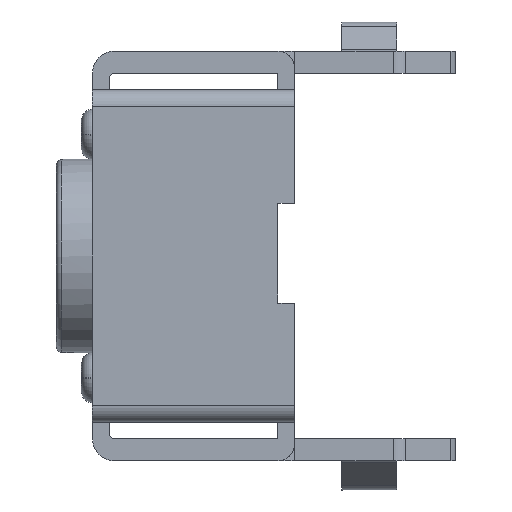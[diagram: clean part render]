
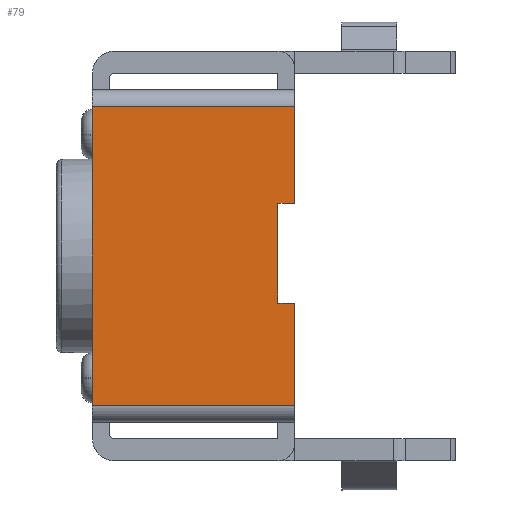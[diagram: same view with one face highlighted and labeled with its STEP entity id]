
A CAD part, left-side view. The second image highlights one B-rep face of the part: STEP entity #79.
In plain terms, the highlighted planar face has unit normal (-1, 0, 0).
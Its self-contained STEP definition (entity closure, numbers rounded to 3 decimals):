
#79=ADVANCED_FACE('',(#722),#723,.T.);
#722=FACE_OUTER_BOUND('',#1963,.T.);
#723=PLANE('',#1964);
#1963=EDGE_LOOP('',(#3405,#3406,#3407,#3408,#3409,#3410,#3411,#3412));
#1964=AXIS2_PLACEMENT_3D('',#3413,#3414,#3415);
#3405=ORIENTED_EDGE('',*,*,#8561,.F.);
#3406=ORIENTED_EDGE('',*,*,#8511,.T.);
#3407=ORIENTED_EDGE('',*,*,#8562,.F.);
#3408=ORIENTED_EDGE('',*,*,#8563,.F.);
#3409=ORIENTED_EDGE('',*,*,#8564,.T.);
#3410=ORIENTED_EDGE('',*,*,#8493,.T.);
#3411=ORIENTED_EDGE('',*,*,#8560,.T.);
#3412=ORIENTED_EDGE('',*,*,#8565,.T.);
#3413=CARTESIAN_POINT('',(-3.0,0.0,-3.0));
#3414=DIRECTION('',(-1.0,0.0,0.0));
#3415=DIRECTION('',(0.0,0.0,1.0));
#8493=EDGE_CURVE('',#10292,#10290,#10293,.T.);
#8511=EDGE_CURVE('',#10328,#10326,#10329,.T.);
#8560=EDGE_CURVE('',#10290,#10408,#10410,.T.);
#8561=EDGE_CURVE('',#10328,#10411,#10412,.T.);
#8562=EDGE_CURVE('',#10413,#10326,#10414,.T.);
#8563=EDGE_CURVE('',#10415,#10413,#10416,.T.);
#8564=EDGE_CURVE('',#10415,#10292,#10417,.T.);
#8565=EDGE_CURVE('',#10408,#10411,#10418,.T.);
#10290=VERTEX_POINT('',#13211);
#10292=VERTEX_POINT('',#13214);
#10293=LINE('',#13215,#13216);
#10326=VERTEX_POINT('',#13259);
#10328=VERTEX_POINT('',#13261);
#10329=LINE('',#13262,#13263);
#10408=VERTEX_POINT('',#13387);
#10410=LINE('',#13390,#13391);
#10411=VERTEX_POINT('',#13392);
#10412=LINE('',#13393,#13394);
#10413=VERTEX_POINT('',#13395);
#10414=LINE('',#13396,#13397);
#10415=VERTEX_POINT('',#13398);
#10416=LINE('',#13399,#13400);
#10417=LINE('',#13401,#13402);
#10418=LINE('',#13403,#13404);
#13211=CARTESIAN_POINT('',(-3.0,0.0,-0.85));
#13214=CARTESIAN_POINT('',(-3.0,0.0,-2.7));
#13215=CARTESIAN_POINT('',(-3.0,0.0,-2.7));
#13216=VECTOR('',#17683,1.85);
#13259=CARTESIAN_POINT('',(-3.0,0.0,2.7));
#13261=CARTESIAN_POINT('',(-3.0,0.0,0.95));
#13262=CARTESIAN_POINT('',(-3.0,0.0,0.95));
#13263=VECTOR('',#17715,1.75);
#13387=CARTESIAN_POINT('',(-3.0,0.3,-0.85));
#13390=CARTESIAN_POINT('',(-3.0,0.0,-0.85));
#13391=VECTOR('',#17768,0.3);
#13392=CARTESIAN_POINT('',(-3.0,0.3,0.95));
#13393=CARTESIAN_POINT('',(-3.0,0.0,0.95));
#13394=VECTOR('',#17769,0.3);
#13395=CARTESIAN_POINT('',(-3.0,3.65,2.7));
#13396=CARTESIAN_POINT('',(-3.0,3.65,2.7));
#13397=VECTOR('',#17770,3.65);
#13398=CARTESIAN_POINT('',(-3.0,3.65,-2.7));
#13399=CARTESIAN_POINT('',(-3.0,3.65,-2.7));
#13400=VECTOR('',#17771,5.4);
#13401=CARTESIAN_POINT('',(-3.0,3.65,-2.7));
#13402=VECTOR('',#17772,3.65);
#13403=CARTESIAN_POINT('',(-3.0,0.3,-0.85));
#13404=VECTOR('',#17773,1.8);
#17683=DIRECTION('',(0.0,0.0,1.0));
#17715=DIRECTION('',(0.0,0.0,1.0));
#17768=DIRECTION('',(0.0,1.0,0.0));
#17769=DIRECTION('',(0.0,1.0,0.0));
#17770=DIRECTION('',(0.0,-1.0,0.0));
#17771=DIRECTION('',(0.0,0.0,1.0));
#17772=DIRECTION('',(0.0,-1.0,0.0));
#17773=DIRECTION('',(0.0,0.0,1.0));
